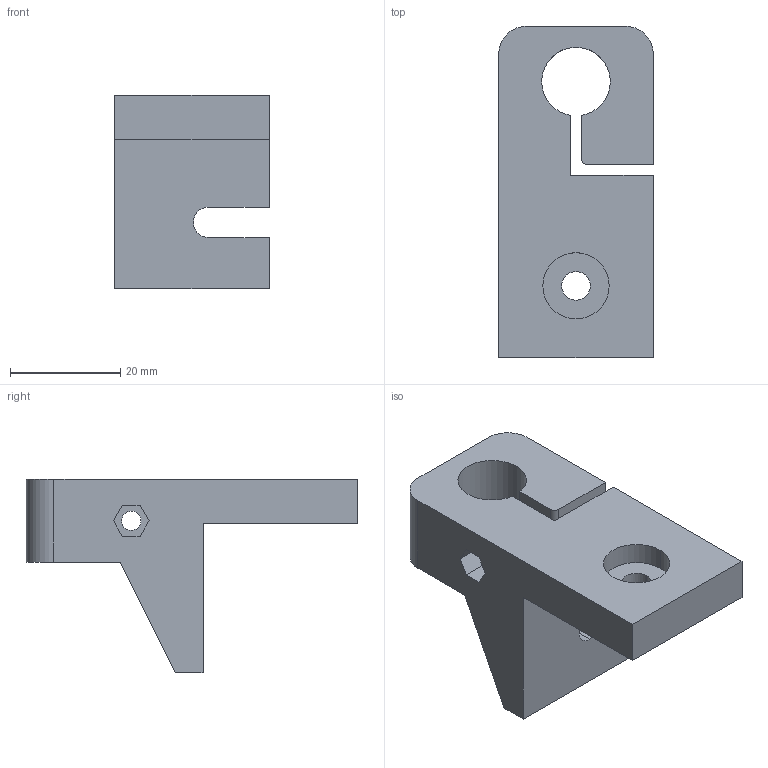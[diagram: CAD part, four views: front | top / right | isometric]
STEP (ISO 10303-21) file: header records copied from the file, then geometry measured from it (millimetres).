
FILE_DESCRIPTION(('CATIA V5 STEP Exchange'),'2;1');
FILE_NAME('HYPERCUBE-EVO-0020_NGEN.stp','2018-08-25T14:03:19+00:00',('none'),('none'),'CATIA Version 5 Release 21 GA (IN-10)','CATIA V5 STEP AP203','none');
FILE_SCHEMA(('CONFIG_CONTROL_DESIGN'));
Length unit declared in the file: millimetre
Products named in the file (1): HYPERCUBE-EVO-0020_NGEN
Bounding box: 28 x 60 x 35 mm (x, y, z)
Volume: 19572.6 mm3; surface area: 8346.2 mm2
Topology: 1 solids, 1 shells, 43 faces, 113 edges, 75 vertices
Faces by surface type: plane 28, cylinder 15
Entity records: 1313 total; most frequent: ORIENTED_EDGE 226, CARTESIAN_POINT 224, DIRECTION 183, EDGE_CURVE 113, VECTOR 83, LINE 83, VERTEX_POINT 75, AXIS2_PLACEMENT_3D 66
